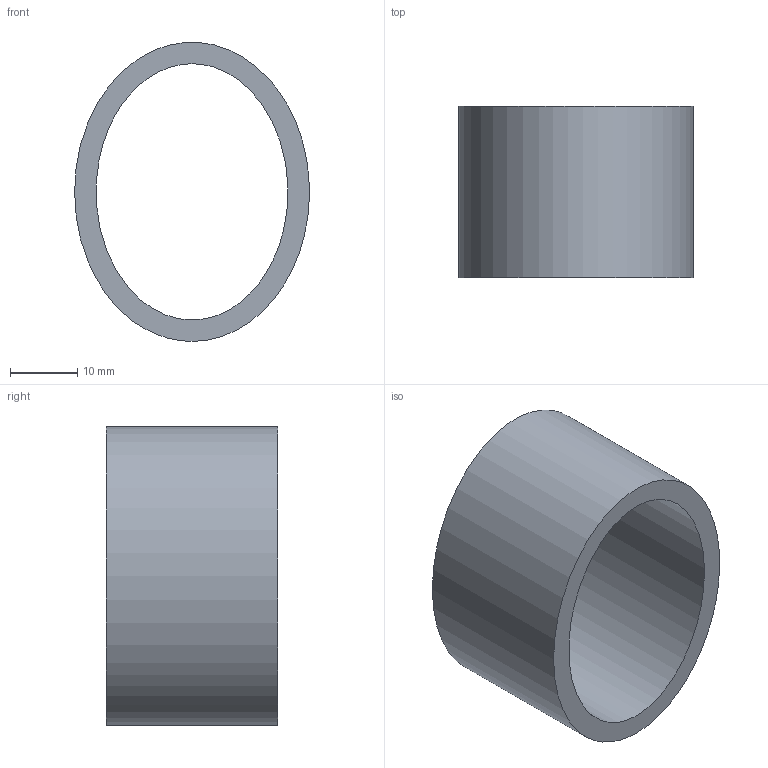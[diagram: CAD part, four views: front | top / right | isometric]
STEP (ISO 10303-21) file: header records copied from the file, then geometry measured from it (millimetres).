
FILE_DESCRIPTION(/* description */ (''),/* implementation_level */ '2;1');
FILE_NAME(/* name */ 'WL-004.stp',/* time_stamp */ '2025-02-27T18:35:34-05:00',/* author */ ('slick'),/* organization */ (''),/* preprocessor_version */ 'ST-DEVELOPER v19.2',/* originating_system */ 'Autodesk Inventor 2023',/* authorisation */ '');
FILE_SCHEMA (('AUTOMOTIVE_DESIGN { 1 0 10303 214 3 1 1 }'));
Length unit declared in the file: inch
Products named in the file (1): WL-004
Bounding box: 34.79 x 25.4 x 44.28 mm (x, y, z)
Volume: 9088.5 mm3; surface area: 6463.7 mm2
Topology: 1 solids, 1 shells, 5 faces, 8 edges, 5 vertices
Faces by surface type: bspline 3, plane 2
Entity records: 1127 total; most frequent: CARTESIAN_POINT 997, ORIENTED_EDGE 16, DIRECTION 13, EDGE_CURVE 8, EDGE_LOOP 7, FACE_OUTER_BOUND 5, VERTEX_POINT 5, ADVANCED_FACE 5
